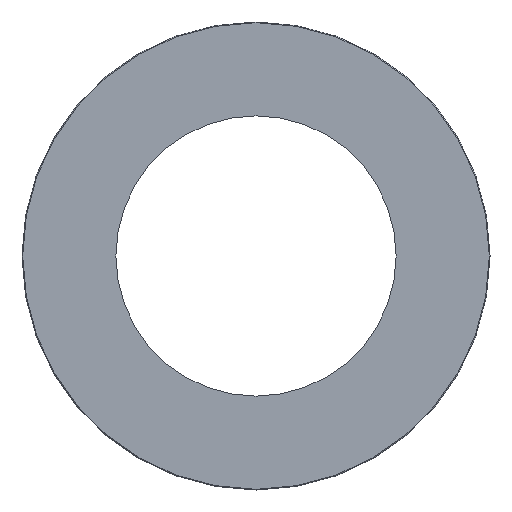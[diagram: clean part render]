
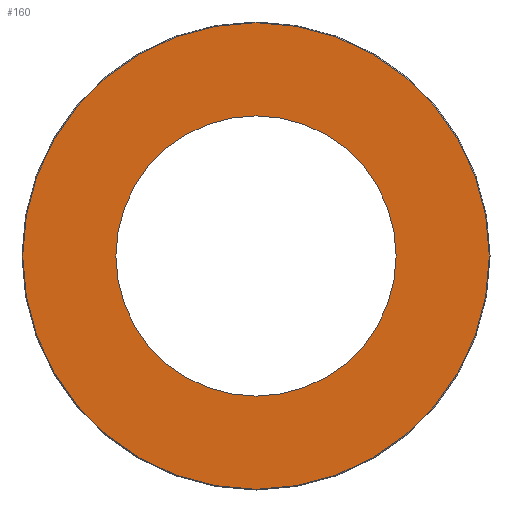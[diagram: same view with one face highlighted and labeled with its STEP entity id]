
A CAD part, front view. The second image highlights one B-rep face of the part: STEP entity #160.
In plain terms, the highlighted planar face has unit normal (0, -1, 0).
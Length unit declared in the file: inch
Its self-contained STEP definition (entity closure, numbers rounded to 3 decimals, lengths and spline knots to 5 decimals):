
#66 = DIRECTION ( 'NONE',  ( 0., 0., 1. ) ) ;
#109 = DIRECTION ( 'NONE',  ( 0., 1., 0. ) ) ;
#126 = CIRCLE ( 'NONE', #3885, 1.92913 ) ;
#160 = ADVANCED_FACE ( 'NONE', ( #1347, #3098 ), #2782, .F. ) ;
#163 = CARTESIAN_POINT ( 'NONE',  ( 0., 0., 0. ) ) ;
#481 = CIRCLE ( 'NONE', #3285, 3.21156 ) ;
#596 = CARTESIAN_POINT ( 'NONE',  ( 0., 0., -3.21156 ) ) ;
#673 = AXIS2_PLACEMENT_3D ( 'NONE', #4263, #5796, #5856 ) ;
#801 = ORIENTED_EDGE ( 'NONE', *, *, #5374, .T. ) ;
#1248 = DIRECTION ( 'NONE',  ( 0., 0., 1. ) ) ;
#1347 = FACE_BOUND ( 'NONE', #2086, .T. ) ;
#1428 = EDGE_LOOP ( 'NONE', ( #3514, #3134 ) ) ;
#1798 = DIRECTION ( 'NONE',  ( 0., -1., 0. ) ) ;
#2086 = EDGE_LOOP ( 'NONE', ( #6619, #801 ) ) ;
#2202 = EDGE_CURVE ( 'NONE', #5798, #5353, #2523, .T. ) ;
#2461 = CARTESIAN_POINT ( 'NONE',  ( -1.92913, 0., 0. ) ) ;
#2523 = CIRCLE ( 'NONE', #3092, 3.21156 ) ;
#2782 = PLANE ( 'NONE',  #6495 ) ;
#2794 = CARTESIAN_POINT ( 'NONE',  ( 0., 0., 0. ) ) ;
#3007 = CARTESIAN_POINT ( 'NONE',  ( 0., 0., 0. ) ) ;
#3092 = AXIS2_PLACEMENT_3D ( 'NONE', #3007, #3524, #6744 ) ;
#3098 = FACE_OUTER_BOUND ( 'NONE', #1428, .T. ) ;
#3134 = ORIENTED_EDGE ( 'NONE', *, *, #2202, .T. ) ;
#3285 = AXIS2_PLACEMENT_3D ( 'NONE', #163, #1798, #1248 ) ;
#3346 = VERTEX_POINT ( 'NONE', #4237 ) ;
#3487 = CIRCLE ( 'NONE', #673, 1.92913 ) ;
#3514 = ORIENTED_EDGE ( 'NONE', *, *, #4278, .T. ) ;
#3524 = DIRECTION ( 'NONE',  ( 0., -1., 0. ) ) ;
#3885 = AXIS2_PLACEMENT_3D ( 'NONE', #2794, #6528, #4369 ) ;
#4237 = CARTESIAN_POINT ( 'NONE',  ( 1.92913, 0., 0. ) ) ;
#4263 = CARTESIAN_POINT ( 'NONE',  ( 0., 0., 0. ) ) ;
#4278 = EDGE_CURVE ( 'NONE', #5353, #5798, #481, .T. ) ;
#4369 = DIRECTION ( 'NONE',  ( -1., 0., 0. ) ) ;
#4684 = EDGE_CURVE ( 'NONE', #5260, #3346, #3487, .T. ) ;
#4918 = CARTESIAN_POINT ( 'NONE',  ( 0., 0., 3.21156 ) ) ;
#5260 = VERTEX_POINT ( 'NONE', #2461 ) ;
#5353 = VERTEX_POINT ( 'NONE', #4918 ) ;
#5374 = EDGE_CURVE ( 'NONE', #3346, #5260, #126, .T. ) ;
#5796 = DIRECTION ( 'NONE',  ( 0., 1., 0. ) ) ;
#5798 = VERTEX_POINT ( 'NONE', #596 ) ;
#5856 = DIRECTION ( 'NONE',  ( -1., 0., 0. ) ) ;
#5920 = CARTESIAN_POINT ( 'NONE',  ( 0., 0., 0. ) ) ;
#6495 = AXIS2_PLACEMENT_3D ( 'NONE', #5920, #109, #66 ) ;
#6528 = DIRECTION ( 'NONE',  ( 0., 1., 0. ) ) ;
#6619 = ORIENTED_EDGE ( 'NONE', *, *, #4684, .T. ) ;
#6744 = DIRECTION ( 'NONE',  ( 0., 0., 1. ) ) ;
